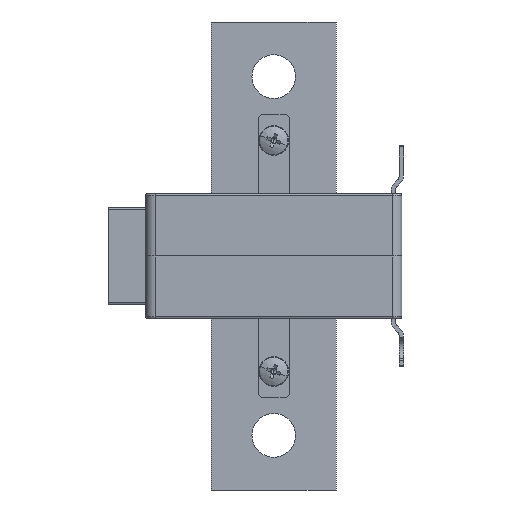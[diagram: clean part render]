
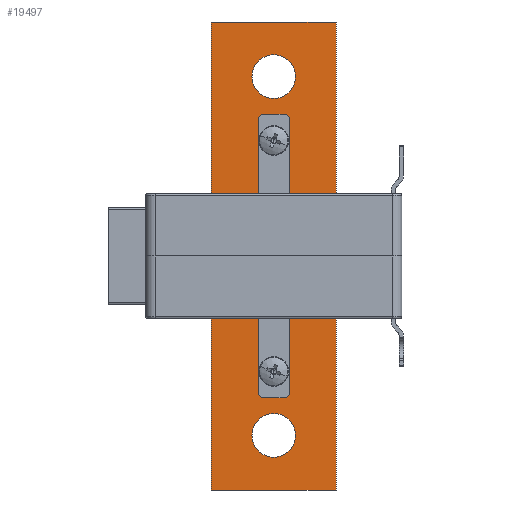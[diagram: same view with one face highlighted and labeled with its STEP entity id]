
A CAD part, left-side view. The second image highlights one B-rep face of the part: STEP entity #19497.
In plain terms, the highlighted face is planar.
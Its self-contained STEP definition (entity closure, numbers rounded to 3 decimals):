
#483 = DIRECTION ( 'NONE',  ( 0., -1., 0. ) ) ;
#1046 = LINE ( 'NONE', #13942, #30593 ) ;
#1551 = AXIS2_PLACEMENT_3D ( 'NONE', #36525, #19342, #2246 ) ;
#1796 = CARTESIAN_POINT ( 'NONE',  ( 75., 0., -20. ) ) ;
#1860 = AXIS2_PLACEMENT_3D ( 'NONE', #2924, #22913, #5813 ) ;
#1861 = ORIENTED_EDGE ( 'NONE', *, *, #35886, .F. ) ;
#2246 = DIRECTION ( 'NONE',  ( 0., 0., -1. ) ) ;
#2363 = VERTEX_POINT ( 'NONE', #25529 ) ;
#2441 = ORIENTED_EDGE ( 'NONE', *, *, #15729, .F. ) ;
#2553 = CARTESIAN_POINT ( 'NONE',  ( -75., 0., 20. ) ) ;
#2594 = DIRECTION ( 'NONE',  ( 0., 0., -1. ) ) ;
#2755 = EDGE_LOOP ( 'NONE', ( #13975, #10404 ) ) ;
#2854 = ORIENTED_EDGE ( 'NONE', *, *, #9605, .F. ) ;
#2924 = CARTESIAN_POINT ( 'NONE',  ( 37., 0., 0. ) ) ;
#3666 = DIRECTION ( 'NONE',  ( 0., 1., 0. ) ) ;
#3675 = DIRECTION ( 'NONE',  ( 0., 0., 1. ) ) ;
#5141 = VERTEX_POINT ( 'NONE', #1796 ) ;
#5271 = EDGE_LOOP ( 'NONE', ( #1861, #33579 ) ) ;
#5813 = DIRECTION ( 'NONE',  ( 0., 0., 1. ) ) ;
#5853 = ORIENTED_EDGE ( 'NONE', *, *, #10845, .F. ) ;
#6674 = CIRCLE ( 'NONE', #26674, 7. ) ;
#6892 = LINE ( 'NONE', #32699, #27907 ) ;
#6954 = CARTESIAN_POINT ( 'NONE',  ( 57.5, 0., 0. ) ) ;
#6988 = VECTOR ( 'NONE', #3675, 1000. ) ;
#8379 = CARTESIAN_POINT ( 'NONE',  ( -57.5, 0., 0. ) ) ;
#9516 = VERTEX_POINT ( 'NONE', #32207 ) ;
#9570 = VERTEX_POINT ( 'NONE', #32465 ) ;
#9605 = EDGE_CURVE ( 'NONE', #25129, #22853, #33745, .T. ) ;
#9649 = DIRECTION ( 'NONE',  ( 0., -1., 0. ) ) ;
#9778 = VECTOR ( 'NONE', #25413, 1000. ) ;
#9826 = DIRECTION ( 'NONE',  ( 0., 0., 1. ) ) ;
#10404 = ORIENTED_EDGE ( 'NONE', *, *, #34530, .F. ) ;
#10655 = CIRCLE ( 'NONE', #1551, 7. ) ;
#10845 = EDGE_CURVE ( 'NONE', #27372, #5141, #1046, .T. ) ;
#11235 = CARTESIAN_POINT ( 'NONE',  ( 57.5, 0., -7. ) ) ;
#11242 = DIRECTION ( 'NONE',  ( 0., 0., -1. ) ) ;
#11906 = FACE_OUTER_BOUND ( 'NONE', #33054, .T. ) ;
#12301 = DIRECTION ( 'NONE',  ( 0., -1., 0. ) ) ;
#13942 = CARTESIAN_POINT ( 'NONE',  ( 75., 0., -20. ) ) ;
#13975 = ORIENTED_EDGE ( 'NONE', *, *, #29773, .F. ) ;
#14176 = EDGE_CURVE ( 'NONE', #22894, #27372, #19113, .T. ) ;
#14808 = CARTESIAN_POINT ( 'NONE',  ( -75., 0., -20. ) ) ;
#14941 = CIRCLE ( 'NONE', #15740, 2.75 ) ;
#15729 = EDGE_CURVE ( 'NONE', #29331, #22894, #29820, .T. ) ;
#15740 = AXIS2_PLACEMENT_3D ( 'NONE', #26751, #9649, #29675 ) ;
#16466 = CARTESIAN_POINT ( 'NONE',  ( 57.5, 0., 7. ) ) ;
#16742 = CARTESIAN_POINT ( 'NONE',  ( 37., 0., 0. ) ) ;
#17209 = CARTESIAN_POINT ( 'NONE',  ( 37., 0., -2.75 ) ) ;
#17562 = CARTESIAN_POINT ( 'NONE',  ( -37., 0., 0. ) ) ;
#17878 = CARTESIAN_POINT ( 'NONE',  ( -75., 0., -20. ) ) ;
#18339 = EDGE_CURVE ( 'NONE', #23687, #9570, #24971, .T. ) ;
#18482 = AXIS2_PLACEMENT_3D ( 'NONE', #16742, #36810, #19607 ) ;
#18565 = CIRCLE ( 'NONE', #1860, 2.75 ) ;
#19043 = ORIENTED_EDGE ( 'NONE', *, *, #31614, .F. ) ;
#19113 = LINE ( 'NONE', #2553, #9778 ) ;
#19342 = DIRECTION ( 'NONE',  ( 0., -1., 0. ) ) ;
#19475 = FACE_BOUND ( 'NONE', #2755, .T. ) ;
#19497 = ADVANCED_FACE ( 'NONE', ( #19475, #20383, #34770, #27130, #11906 ), #29318, .F. ) ;
#19515 = ORIENTED_EDGE ( 'NONE', *, *, #29312, .F. ) ;
#19607 = DIRECTION ( 'NONE',  ( 0., 0., 1. ) ) ;
#20031 = EDGE_LOOP ( 'NONE', ( #20897, #19515 ) ) ;
#20383 = FACE_BOUND ( 'NONE', #20031, .T. ) ;
#20430 = DIRECTION ( 'NONE',  ( 0., 0., -1. ) ) ;
#20745 = CARTESIAN_POINT ( 'NONE',  ( 0., 0., 0. ) ) ;
#20897 = ORIENTED_EDGE ( 'NONE', *, *, #30512, .F. ) ;
#21442 = VERTEX_POINT ( 'NONE', #17209 ) ;
#22615 = CIRCLE ( 'NONE', #32052, 2.75 ) ;
#22832 = CARTESIAN_POINT ( 'NONE',  ( -75., 0., 20. ) ) ;
#22853 = VERTEX_POINT ( 'NONE', #11235 ) ;
#22894 = VERTEX_POINT ( 'NONE', #22832 ) ;
#22913 = DIRECTION ( 'NONE',  ( 0., -1., 0. ) ) ;
#23337 = AXIS2_PLACEMENT_3D ( 'NONE', #20745, #3666, #23657 ) ;
#23657 = DIRECTION ( 'NONE',  ( 0., 0., 1. ) ) ;
#23687 = VERTEX_POINT ( 'NONE', #30798 ) ;
#23921 = DIRECTION ( 'NONE',  ( -1., 0., 0. ) ) ;
#24971 = CIRCLE ( 'NONE', #35807, 7. ) ;
#25129 = VERTEX_POINT ( 'NONE', #16466 ) ;
#25413 = DIRECTION ( 'NONE',  ( 1., 0., 0. ) ) ;
#25529 = CARTESIAN_POINT ( 'NONE',  ( -37., 0., 2.75 ) ) ;
#26392 = CIRCLE ( 'NONE', #18482, 2.75 ) ;
#26674 = AXIS2_PLACEMENT_3D ( 'NONE', #29477, #12301, #32352 ) ;
#26737 = VERTEX_POINT ( 'NONE', #26766 ) ;
#26751 = CARTESIAN_POINT ( 'NONE',  ( -37., 0., 0. ) ) ;
#26766 = CARTESIAN_POINT ( 'NONE',  ( -37., 0., -2.75 ) ) ;
#26934 = DIRECTION ( 'NONE',  ( 0., -1., 0. ) ) ;
#27130 = FACE_BOUND ( 'NONE', #5271, .T. ) ;
#27224 = CARTESIAN_POINT ( 'NONE',  ( 75., 0., 20. ) ) ;
#27372 = VERTEX_POINT ( 'NONE', #27224 ) ;
#27907 = VECTOR ( 'NONE', #23921, 1000. ) ;
#28385 = DIRECTION ( 'NONE',  ( 0., -1., 0. ) ) ;
#29312 = EDGE_CURVE ( 'NONE', #2363, #26737, #22615, .T. ) ;
#29318 = PLANE ( 'NONE',  #23337 ) ;
#29331 = VERTEX_POINT ( 'NONE', #14808 ) ;
#29477 = CARTESIAN_POINT ( 'NONE',  ( 57.5, 0., 0. ) ) ;
#29675 = DIRECTION ( 'NONE',  ( 0., 0., -1. ) ) ;
#29773 = EDGE_CURVE ( 'NONE', #21442, #9516, #18565, .T. ) ;
#29820 = LINE ( 'NONE', #17878, #6988 ) ;
#30512 = EDGE_CURVE ( 'NONE', #26737, #2363, #14941, .T. ) ;
#30593 = VECTOR ( 'NONE', #2594, 1000. ) ;
#30798 = CARTESIAN_POINT ( 'NONE',  ( -57.5, 0., 7. ) ) ;
#31614 = EDGE_CURVE ( 'NONE', #5141, #29331, #6892, .T. ) ;
#32052 = AXIS2_PLACEMENT_3D ( 'NONE', #17562, #483, #20430 ) ;
#32207 = CARTESIAN_POINT ( 'NONE',  ( 37., 0., 2.75 ) ) ;
#32352 = DIRECTION ( 'NONE',  ( 0., 0., 1. ) ) ;
#32465 = CARTESIAN_POINT ( 'NONE',  ( -57.5, 0., -7. ) ) ;
#32699 = CARTESIAN_POINT ( 'NONE',  ( -75., 0., -20. ) ) ;
#33054 = EDGE_LOOP ( 'NONE', ( #5853, #33315, #2441, #19043 ) ) ;
#33315 = ORIENTED_EDGE ( 'NONE', *, *, #14176, .F. ) ;
#33461 = ORIENTED_EDGE ( 'NONE', *, *, #35128, .F. ) ;
#33579 = ORIENTED_EDGE ( 'NONE', *, *, #18339, .F. ) ;
#33745 = CIRCLE ( 'NONE', #36077, 7. ) ;
#34530 = EDGE_CURVE ( 'NONE', #9516, #21442, #26392, .T. ) ;
#34770 = FACE_BOUND ( 'NONE', #35273, .T. ) ;
#35128 = EDGE_CURVE ( 'NONE', #22853, #25129, #6674, .T. ) ;
#35273 = EDGE_LOOP ( 'NONE', ( #33461, #2854 ) ) ;
#35807 = AXIS2_PLACEMENT_3D ( 'NONE', #8379, #28385, #11242 ) ;
#35886 = EDGE_CURVE ( 'NONE', #9570, #23687, #10655, .T. ) ;
#36077 = AXIS2_PLACEMENT_3D ( 'NONE', #6954, #26934, #9826 ) ;
#36525 = CARTESIAN_POINT ( 'NONE',  ( -57.5, 0., 0. ) ) ;
#36810 = DIRECTION ( 'NONE',  ( 0., -1., 0. ) ) ;
